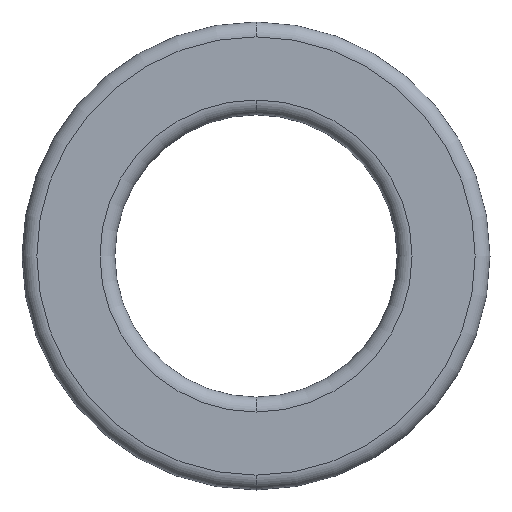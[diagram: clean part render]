
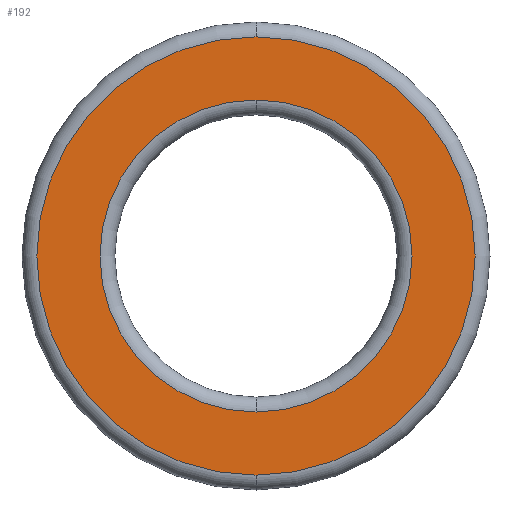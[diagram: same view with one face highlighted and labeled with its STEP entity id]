
A CAD part, front view. The second image highlights one B-rep face of the part: STEP entity #192.
In plain terms, the highlighted planar face has unit normal (0, -1, 0).
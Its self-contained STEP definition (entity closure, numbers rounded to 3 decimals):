
#2 = EDGE_CURVE ( 'NONE', #273, #331, #280, .T. ) ;
#6 = DIRECTION ( 'NONE',  ( 0., 0., -1. ) ) ;
#7 = CARTESIAN_POINT ( 'NONE',  ( 0., 0., 0. ) ) ;
#17 = CARTESIAN_POINT ( 'NONE',  ( 0., 0., 0. ) ) ;
#18 = DIRECTION ( 'NONE',  ( 0., -1., 0. ) ) ;
#19 = CARTESIAN_POINT ( 'NONE',  ( 0., 0., 0. ) ) ;
#28 = DIRECTION ( 'NONE',  ( 0., 0., -1. ) ) ;
#31 = AXIS2_PLACEMENT_3D ( 'NONE', #75, #302, #108 ) ;
#35 = CARTESIAN_POINT ( 'NONE',  ( 0., 0., -29.5 ) ) ;
#40 = DIRECTION ( 'NONE',  ( 0., 0., -1. ) ) ;
#42 = CARTESIAN_POINT ( 'NONE',  ( 21., 0., 0. ) ) ;
#45 = DIRECTION ( 'NONE',  ( 0., -1., 0. ) ) ;
#57 = AXIS2_PLACEMENT_3D ( 'NONE', #7, #187, #28 ) ;
#75 = CARTESIAN_POINT ( 'NONE',  ( 0., 0., 0. ) ) ;
#82 = CIRCLE ( 'NONE', #57, 29.5 ) ;
#99 = CIRCLE ( 'NONE', #31, 21. ) ;
#101 = CIRCLE ( 'NONE', #274, 29.5 ) ;
#108 = DIRECTION ( 'NONE',  ( 0., 0., -1. ) ) ;
#148 = DIRECTION ( 'NONE',  ( 0., 0., -1. ) ) ;
#158 = DIRECTION ( 'NONE',  ( 0., -1., 0. ) ) ;
#175 = ORIENTED_EDGE ( 'NONE', *, *, #2, .F. ) ;
#187 = DIRECTION ( 'NONE',  ( 0., -1., 0. ) ) ;
#190 = FACE_BOUND ( 'NONE', #334, .T. ) ;
#192 = ADVANCED_FACE ( 'NONE', ( #208, #190 ), #417, .T. ) ;
#193 = CARTESIAN_POINT ( 'NONE',  ( 0., 0., -21. ) ) ;
#201 = VERTEX_POINT ( 'NONE', #238 ) ;
#208 = FACE_OUTER_BOUND ( 'NONE', #418, .T. ) ;
#238 = CARTESIAN_POINT ( 'NONE',  ( 0., 0., 29.5 ) ) ;
#273 = VERTEX_POINT ( 'NONE', #411 ) ;
#274 = AXIS2_PLACEMENT_3D ( 'NONE', #17, #158, #6 ) ;
#280 = CIRCLE ( 'NONE', #343, 21. ) ;
#299 = VERTEX_POINT ( 'NONE', #35 ) ;
#302 = DIRECTION ( 'NONE',  ( 0., -1., 0. ) ) ;
#305 = AXIS2_PLACEMENT_3D ( 'NONE', #42, #45, #148 ) ;
#331 = VERTEX_POINT ( 'NONE', #193 ) ;
#334 = EDGE_LOOP ( 'NONE', ( #355, #175 ) ) ;
#343 = AXIS2_PLACEMENT_3D ( 'NONE', #19, #18, #40 ) ;
#355 = ORIENTED_EDGE ( 'NONE', *, *, #372, .F. ) ;
#359 = EDGE_CURVE ( 'NONE', #201, #299, #101, .T. ) ;
#372 = EDGE_CURVE ( 'NONE', #331, #273, #99, .T. ) ;
#381 = EDGE_CURVE ( 'NONE', #299, #201, #82, .T. ) ;
#384 = ORIENTED_EDGE ( 'NONE', *, *, #381, .T. ) ;
#403 = ORIENTED_EDGE ( 'NONE', *, *, #359, .T. ) ;
#411 = CARTESIAN_POINT ( 'NONE',  ( 0., 0., 21. ) ) ;
#417 = PLANE ( 'NONE',  #305 ) ;
#418 = EDGE_LOOP ( 'NONE', ( #384, #403 ) ) ;
